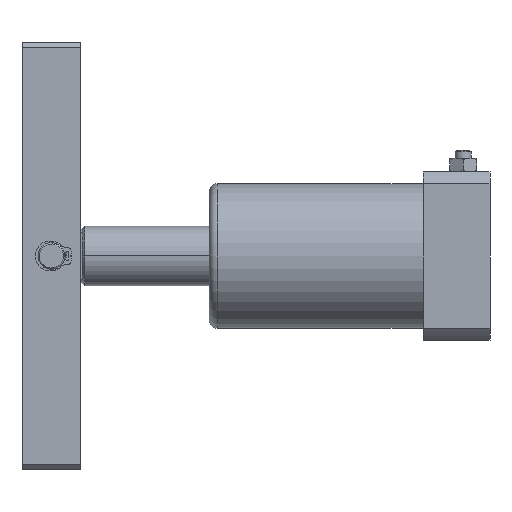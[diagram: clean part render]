
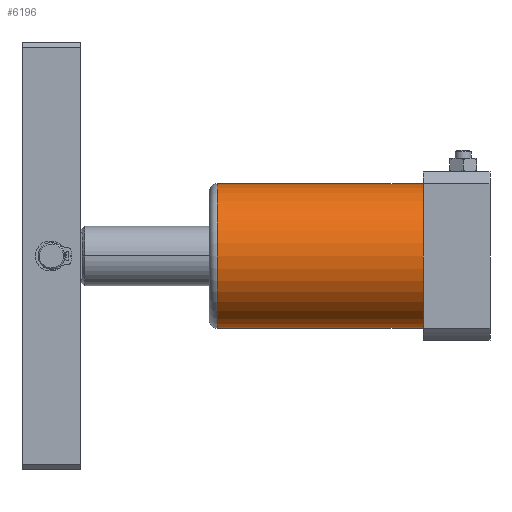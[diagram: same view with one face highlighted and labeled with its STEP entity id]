
A CAD part, left-side view. The second image highlights one B-rep face of the part: STEP entity #6196.
In plain terms, the highlighted cylindrical face has radius 27 mm (diameter 54 mm), a partial arc.
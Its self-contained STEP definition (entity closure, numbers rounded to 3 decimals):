
#527 = DIRECTION ( 'NONE',  ( 0., -1., 0. ) ) ;
#528 = CARTESIAN_POINT ( 'NONE',  ( 0., 105., -27. ) ) ;
#538 = DIRECTION ( 'NONE',  ( 0., -1., 0. ) ) ;
#539 = CARTESIAN_POINT ( 'NONE',  ( 0., 105., 27. ) ) ;
#698 = CARTESIAN_POINT ( 'NONE',  ( 0., 102., -27. ) ) ;
#740 = CARTESIAN_POINT ( 'NONE',  ( 0., 102., 27. ) ) ;
#1174 = CIRCLE ( 'NONE', #3439, 27. ) ;
#1998 = EDGE_CURVE ( 'NONE', #5602, #5603, #3985, .T. ) ;
#2170 = CARTESIAN_POINT ( 'NONE',  ( 0., 25., 27. ) ) ;
#2172 = CARTESIAN_POINT ( 'NONE',  ( 0., 25., -27. ) ) ;
#2548 = DIRECTION ( 'NONE',  ( 0., 0., -1. ) ) ;
#2549 = DIRECTION ( 'NONE',  ( 0., 1., 0. ) ) ;
#2550 = CARTESIAN_POINT ( 'NONE',  ( 0., 25., 0. ) ) ;
#3218 = AXIS2_PLACEMENT_3D ( 'NONE', #2550, #2549, #2548 ) ;
#3235 = AXIS2_PLACEMENT_3D ( 'NONE', #7900, #7899, #7895 ) ;
#3439 = AXIS2_PLACEMENT_3D ( 'NONE', #4316, #4317, #4318 ) ;
#3985 = CIRCLE ( 'NONE', #3218, 27. ) ;
#4316 = CARTESIAN_POINT ( 'NONE',  ( 0., 102., 0. ) ) ;
#4317 = DIRECTION ( 'NONE',  ( 0., -1., 0. ) ) ;
#4318 = DIRECTION ( 'NONE',  ( 0., 0., 1. ) ) ;
#4842 = FACE_OUTER_BOUND ( 'NONE', #5865, .T. ) ;
#4849 = CYLINDRICAL_SURFACE ( 'NONE', #3235, 27. ) ;
#5212 = LINE ( 'NONE', #528, #5214 ) ;
#5214 = VECTOR ( 'NONE', #538, 1000. ) ;
#5215 = LINE ( 'NONE', #539, #5218 ) ;
#5218 = VECTOR ( 'NONE', #527, 1000. ) ;
#5602 = VERTEX_POINT ( 'NONE', #2172 ) ;
#5603 = VERTEX_POINT ( 'NONE', #2170 ) ;
#5865 = EDGE_LOOP ( 'NONE', ( #7100, #7101, #7102, #7103 ) ) ;
#6196 = ADVANCED_FACE ( 'NONE', ( #4842 ), #4849, .T. ) ;
#6416 = EDGE_CURVE ( 'NONE', #7665, #7623, #1174, .T. ) ;
#6616 = EDGE_CURVE ( 'NONE', #7623, #5602, #5212, .T. ) ;
#6618 = EDGE_CURVE ( 'NONE', #7665, #5603, #5215, .T. ) ;
#7100 = ORIENTED_EDGE ( 'NONE', *, *, #6618, .F. ) ;
#7101 = ORIENTED_EDGE ( 'NONE', *, *, #6416, .T. ) ;
#7102 = ORIENTED_EDGE ( 'NONE', *, *, #6616, .T. ) ;
#7103 = ORIENTED_EDGE ( 'NONE', *, *, #1998, .T. ) ;
#7623 = VERTEX_POINT ( 'NONE', #698 ) ;
#7665 = VERTEX_POINT ( 'NONE', #740 ) ;
#7895 = DIRECTION ( 'NONE',  ( 0., 0., -1. ) ) ;
#7899 = DIRECTION ( 'NONE',  ( 0., -1., 0. ) ) ;
#7900 = CARTESIAN_POINT ( 'NONE',  ( 0., 105., 0. ) ) ;
